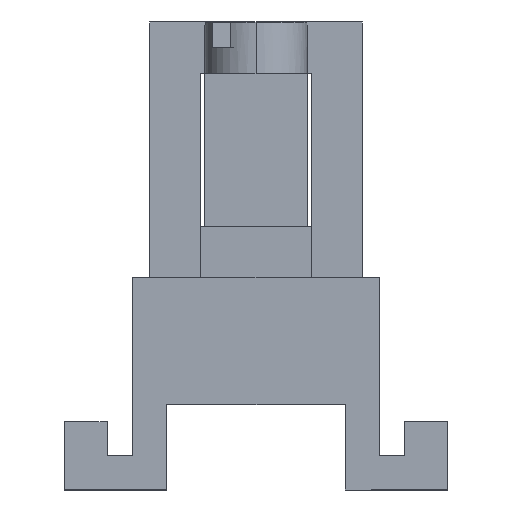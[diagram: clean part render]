
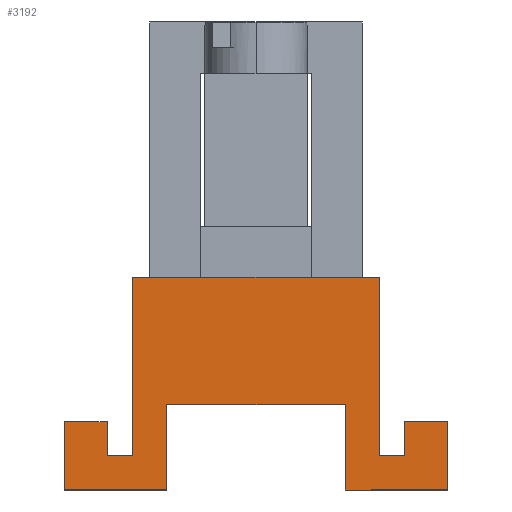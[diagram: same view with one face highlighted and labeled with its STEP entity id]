
A CAD part, left-side view. The second image highlights one B-rep face of the part: STEP entity #3192.
In plain terms, the highlighted planar face has unit normal (-1, 0, 0).
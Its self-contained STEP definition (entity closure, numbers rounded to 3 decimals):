
#57 = EDGE_CURVE ( 'NONE', #2983, #7033, #5420, .T. ) ;
#188 = EDGE_CURVE ( 'NONE', #291, #2310, #3320, .T. ) ;
#277 = CARTESIAN_POINT ( 'NONE',  ( -31.5, 7.25, -3. ) ) ;
#291 = VERTEX_POINT ( 'NONE', #1672 ) ;
#321 = DIRECTION ( 'NONE',  ( 0., 0., 1. ) ) ;
#352 = LINE ( 'NONE', #8479, #7375 ) ;
#366 = DIRECTION ( 'NONE',  ( 0., 0., 1. ) ) ;
#378 = LINE ( 'NONE', #7803, #7399 ) ;
#463 = ORIENTED_EDGE ( 'NONE', *, *, #5977, .F. ) ;
#487 = EDGE_CURVE ( 'NONE', #5827, #2624, #1389, .T. ) ;
#585 = VECTOR ( 'NONE', #7454, 1000. ) ;
#635 = CARTESIAN_POINT ( 'NONE',  ( -31.5, 0., -11.5 ) ) ;
#676 = CARTESIAN_POINT ( 'NONE',  ( -31.5, 11.25, -15.5 ) ) ;
#688 = ORIENTED_EDGE ( 'NONE', *, *, #6417, .F. ) ;
#704 = VECTOR ( 'NONE', #3303, 1000. ) ;
#722 = AXIS2_PLACEMENT_3D ( 'NONE', #676, #5493, #1340 ) ;
#727 = LINE ( 'NONE', #3699, #6005 ) ;
#810 = ORIENTED_EDGE ( 'NONE', *, *, #57, .T. ) ;
#827 = CARTESIAN_POINT ( 'NONE',  ( -31.5, -8.75, -13.5 ) ) ;
#828 = ORIENTED_EDGE ( 'NONE', *, *, #188, .T. ) ;
#874 = LINE ( 'NONE', #877, #2439 ) ;
#877 = CARTESIAN_POINT ( 'NONE',  ( -31.5, -7.25, 0. ) ) ;
#905 = EDGE_CURVE ( 'NONE', #1222, #2845, #8106, .T. ) ;
#937 = DIRECTION ( 'NONE',  ( 0., 0., 1. ) ) ;
#945 = CARTESIAN_POINT ( 'NONE',  ( -31.5, 11.25, -15.5 ) ) ;
#1003 = CARTESIAN_POINT ( 'NONE',  ( -31.5, -11.25, -15.5 ) ) ;
#1013 = DIRECTION ( 'NONE',  ( 0., -1., 0. ) ) ;
#1089 = VECTOR ( 'NONE', #5088, 1000. ) ;
#1219 = VERTEX_POINT ( 'NONE', #6377 ) ;
#1222 = VERTEX_POINT ( 'NONE', #277 ) ;
#1284 = VERTEX_POINT ( 'NONE', #945 ) ;
#1330 = VECTOR ( 'NONE', #937, 1000. ) ;
#1340 = DIRECTION ( 'NONE',  ( 0., 0., -1. ) ) ;
#1389 = LINE ( 'NONE', #4597, #8419 ) ;
#1399 = EDGE_CURVE ( 'NONE', #1284, #3282, #352, .T. ) ;
#1459 = EDGE_CURVE ( 'NONE', #1284, #7033, #3748, .T. ) ;
#1527 = CARTESIAN_POINT ( 'NONE',  ( -31.5, 0., -11.5 ) ) ;
#1530 = VECTOR ( 'NONE', #6668, 1000. ) ;
#1583 = CARTESIAN_POINT ( 'NONE',  ( -31.5, 0., -13.5 ) ) ;
#1590 = ORIENTED_EDGE ( 'NONE', *, *, #4488, .F. ) ;
#1672 = CARTESIAN_POINT ( 'NONE',  ( -31.5, 7.25, -13.5 ) ) ;
#1711 = ORIENTED_EDGE ( 'NONE', *, *, #7148, .F. ) ;
#1842 = LINE ( 'NONE', #7058, #5522 ) ;
#1926 = ORIENTED_EDGE ( 'NONE', *, *, #7617, .T. ) ;
#1983 = PLANE ( 'NONE',  #722 ) ;
#2114 = CARTESIAN_POINT ( 'NONE',  ( -31.5, -7.25, -3. ) ) ;
#2152 = DIRECTION ( 'NONE',  ( 0., 0., -1. ) ) ;
#2172 = DIRECTION ( 'NONE',  ( 0., 0., -1. ) ) ;
#2246 = CARTESIAN_POINT ( 'NONE',  ( -31.5, -5.25, 0. ) ) ;
#2310 = VERTEX_POINT ( 'NONE', #5642 ) ;
#2439 = VECTOR ( 'NONE', #2172, 1000. ) ;
#2440 = CARTESIAN_POINT ( 'NONE',  ( -31.5, 11.25, -11.5 ) ) ;
#2560 = EDGE_CURVE ( 'NONE', #2624, #6566, #727, .T. ) ;
#2576 = CARTESIAN_POINT ( 'NONE',  ( -31.5, 8.75, 0. ) ) ;
#2624 = VERTEX_POINT ( 'NONE', #1003 ) ;
#2665 = CARTESIAN_POINT ( 'NONE',  ( -31.5, 5.25, -10.5 ) ) ;
#2845 = VERTEX_POINT ( 'NONE', #2114 ) ;
#2916 = DIRECTION ( 'NONE',  ( 0., 0., 1. ) ) ;
#2983 = VERTEX_POINT ( 'NONE', #8582 ) ;
#3056 = ORIENTED_EDGE ( 'NONE', *, *, #8255, .F. ) ;
#3128 = LINE ( 'NONE', #2246, #1330 ) ;
#3192 = ADVANCED_FACE ( 'NONE', ( #5141 ), #1983, .F. ) ;
#3207 = CARTESIAN_POINT ( 'NONE',  ( -31.5, 0., -13.5 ) ) ;
#3282 = VERTEX_POINT ( 'NONE', #3575 ) ;
#3303 = DIRECTION ( 'NONE',  ( 0., 0., 1. ) ) ;
#3320 = LINE ( 'NONE', #1583, #1089 ) ;
#3497 = VERTEX_POINT ( 'NONE', #2665 ) ;
#3526 = VECTOR ( 'NONE', #7010, 1000. ) ;
#3539 = CARTESIAN_POINT ( 'NONE',  ( -31.5, 7.25, 0. ) ) ;
#3575 = CARTESIAN_POINT ( 'NONE',  ( -31.5, 5.25, -15.5 ) ) ;
#3699 = CARTESIAN_POINT ( 'NONE',  ( -31.5, -11.25, -15.5 ) ) ;
#3748 = LINE ( 'NONE', #3776, #5404 ) ;
#3776 = CARTESIAN_POINT ( 'NONE',  ( -31.5, 11.25, -15.5 ) ) ;
#3913 = VERTEX_POINT ( 'NONE', #5112 ) ;
#3935 = LINE ( 'NONE', #6117, #7341 ) ;
#4213 = LINE ( 'NONE', #635, #585 ) ;
#4224 = VECTOR ( 'NONE', #2152, 1000. ) ;
#4488 = EDGE_CURVE ( 'NONE', #5204, #1219, #1842, .T. ) ;
#4547 = EDGE_CURVE ( 'NONE', #3282, #3497, #378, .T. ) ;
#4597 = CARTESIAN_POINT ( 'NONE',  ( -31.5, 11.25, -15.5 ) ) ;
#4788 = ORIENTED_EDGE ( 'NONE', *, *, #4547, .T. ) ;
#4792 = ORIENTED_EDGE ( 'NONE', *, *, #1459, .F. ) ;
#4864 = CARTESIAN_POINT ( 'NONE',  ( -31.5, 11.25, -3. ) ) ;
#5088 = DIRECTION ( 'NONE',  ( 0., 1., 0. ) ) ;
#5112 = CARTESIAN_POINT ( 'NONE',  ( -31.5, -5.25, -10.5 ) ) ;
#5141 = FACE_OUTER_BOUND ( 'NONE', #6304, .T. ) ;
#5204 = VERTEX_POINT ( 'NONE', #827 ) ;
#5296 = DIRECTION ( 'NONE',  ( 0., -1., 0. ) ) ;
#5404 = VECTOR ( 'NONE', #8062, 1000. ) ;
#5420 = LINE ( 'NONE', #1527, #3526 ) ;
#5493 = DIRECTION ( 'NONE',  ( 1., 0., 0. ) ) ;
#5522 = VECTOR ( 'NONE', #2916, 1000. ) ;
#5642 = CARTESIAN_POINT ( 'NONE',  ( -31.5, 8.75, -13.5 ) ) ;
#5827 = VERTEX_POINT ( 'NONE', #7378 ) ;
#5853 = EDGE_CURVE ( 'NONE', #2310, #2983, #8355, .T. ) ;
#5977 = EDGE_CURVE ( 'NONE', #3913, #3497, #3935, .T. ) ;
#6005 = VECTOR ( 'NONE', #321, 1000. ) ;
#6060 = LINE ( 'NONE', #3539, #4224 ) ;
#6081 = CARTESIAN_POINT ( 'NONE',  ( -31.5, -7.25, -13.5 ) ) ;
#6117 = CARTESIAN_POINT ( 'NONE',  ( -31.5, 0., -10.5 ) ) ;
#6142 = ORIENTED_EDGE ( 'NONE', *, *, #905, .F. ) ;
#6304 = EDGE_LOOP ( 'NONE', ( #688, #6828, #8284, #3056, #1590, #1711, #7800, #6142, #1926, #828, #8182, #810, #4792, #8102, #4788, #463 ) ) ;
#6377 = CARTESIAN_POINT ( 'NONE',  ( -31.5, -8.75, -11.5 ) ) ;
#6417 = EDGE_CURVE ( 'NONE', #5827, #3913, #3128, .T. ) ;
#6566 = VERTEX_POINT ( 'NONE', #8503 ) ;
#6668 = DIRECTION ( 'NONE',  ( 0., -1., 0. ) ) ;
#6800 = DIRECTION ( 'NONE',  ( 0., 1., 0. ) ) ;
#6828 = ORIENTED_EDGE ( 'NONE', *, *, #487, .T. ) ;
#7010 = DIRECTION ( 'NONE',  ( 0., 1., 0. ) ) ;
#7033 = VERTEX_POINT ( 'NONE', #2440 ) ;
#7058 = CARTESIAN_POINT ( 'NONE',  ( -31.5, -8.75, 0. ) ) ;
#7148 = EDGE_CURVE ( 'NONE', #8229, #5204, #8567, .T. ) ;
#7341 = VECTOR ( 'NONE', #6800, 1000. ) ;
#7375 = VECTOR ( 'NONE', #1013, 1000. ) ;
#7378 = CARTESIAN_POINT ( 'NONE',  ( -31.5, -5.25, -15.5 ) ) ;
#7399 = VECTOR ( 'NONE', #366, 1000. ) ;
#7454 = DIRECTION ( 'NONE',  ( 0., -1., 0. ) ) ;
#7617 = EDGE_CURVE ( 'NONE', #1222, #291, #6060, .T. ) ;
#7800 = ORIENTED_EDGE ( 'NONE', *, *, #8569, .F. ) ;
#7803 = CARTESIAN_POINT ( 'NONE',  ( -31.5, 5.25, 0. ) ) ;
#7891 = VECTOR ( 'NONE', #8176, 1000. ) ;
#8062 = DIRECTION ( 'NONE',  ( 0., 0., 1. ) ) ;
#8102 = ORIENTED_EDGE ( 'NONE', *, *, #1399, .T. ) ;
#8106 = LINE ( 'NONE', #4864, #7891 ) ;
#8176 = DIRECTION ( 'NONE',  ( 0., -1., 0. ) ) ;
#8182 = ORIENTED_EDGE ( 'NONE', *, *, #5853, .T. ) ;
#8229 = VERTEX_POINT ( 'NONE', #6081 ) ;
#8255 = EDGE_CURVE ( 'NONE', #1219, #6566, #4213, .T. ) ;
#8284 = ORIENTED_EDGE ( 'NONE', *, *, #2560, .T. ) ;
#8355 = LINE ( 'NONE', #2576, #704 ) ;
#8419 = VECTOR ( 'NONE', #5296, 1000. ) ;
#8479 = CARTESIAN_POINT ( 'NONE',  ( -31.5, 11.25, -15.5 ) ) ;
#8503 = CARTESIAN_POINT ( 'NONE',  ( -31.5, -11.25, -11.5 ) ) ;
#8567 = LINE ( 'NONE', #3207, #1530 ) ;
#8569 = EDGE_CURVE ( 'NONE', #2845, #8229, #874, .T. ) ;
#8582 = CARTESIAN_POINT ( 'NONE',  ( -31.5, 8.75, -11.5 ) ) ;
